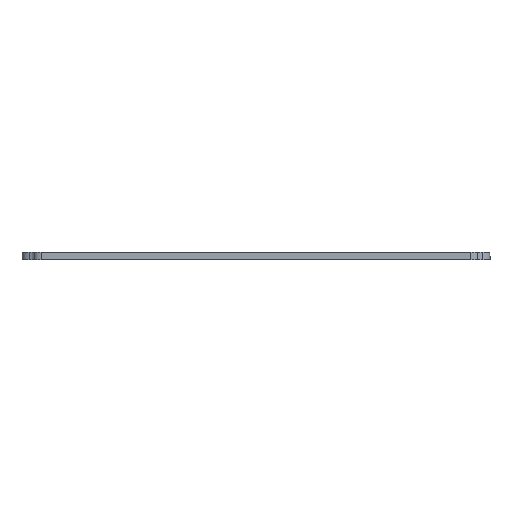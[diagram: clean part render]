
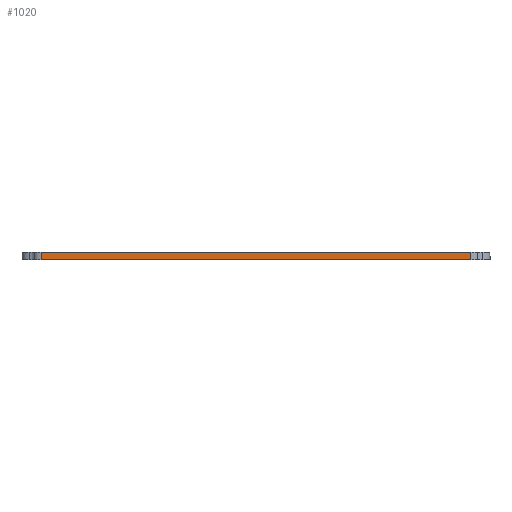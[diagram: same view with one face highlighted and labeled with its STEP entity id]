
A CAD part, left-side view. The second image highlights one B-rep face of the part: STEP entity #1020.
In plain terms, the highlighted planar face has unit normal (-1, 0, 0).
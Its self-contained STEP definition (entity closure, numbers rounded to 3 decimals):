
#55=FACE_OUTER_BOUND('',#109,.T.);
#109=EDGE_LOOP('',(#768,#769,#770,#771));
#146=LINE('',#1500,#249);
#189=LINE('',#1644,#292);
#190=LINE('',#1648,#293);
#191=LINE('',#1649,#294);
#249=VECTOR('',#1183,10.);
#292=VECTOR('',#1316,10.);
#293=VECTOR('',#1321,10.);
#294=VECTOR('',#1322,10.);
#404=VERTEX_POINT('',#1496);
#406=VERTEX_POINT('',#1499);
#462=VERTEX_POINT('',#1643);
#463=VERTEX_POINT('',#1647);
#508=EDGE_CURVE('',#406,#404,#146,.T.);
#580=EDGE_CURVE('',#406,#462,#189,.T.);
#582=EDGE_CURVE('',#463,#404,#190,.T.);
#583=EDGE_CURVE('',#462,#463,#191,.F.);
#768=ORIENTED_EDGE('',*,*,#508,.T.);
#769=ORIENTED_EDGE('',*,*,#582,.F.);
#770=ORIENTED_EDGE('',*,*,#583,.F.);
#771=ORIENTED_EDGE('',*,*,#580,.F.);
#980=PLANE('',#1119);
#1020=ADVANCED_FACE('',(#55),#980,.T.);
#1119=AXIS2_PLACEMENT_3D('',#1646,#1319,#1320);
#1183=DIRECTION('',(0.,-1.,0.));
#1316=DIRECTION('',(0.,0.,1.));
#1319=DIRECTION('center_axis',(-1.,0.,0.));
#1320=DIRECTION('ref_axis',(0.,-1.,0.));
#1321=DIRECTION('',(0.,0.,-1.));
#1322=DIRECTION('',(0.,1.,0.));
#1496=CARTESIAN_POINT('',(22.5,-21.253,0.35));
#1499=CARTESIAN_POINT('',(22.5,346.253,0.35));
#1500=CARTESIAN_POINT('',(22.5,256.25,0.35));
#1643=CARTESIAN_POINT('',(22.5,346.253,6.35));
#1644=CARTESIAN_POINT('',(22.5,346.253,0.));
#1646=CARTESIAN_POINT('Origin',(22.5,350.,0.));
#1647=CARTESIAN_POINT('',(22.5,-21.253,6.35));
#1648=CARTESIAN_POINT('',(22.5,-21.253,0.));
#1649=CARTESIAN_POINT('',(22.5,256.25,6.35));
